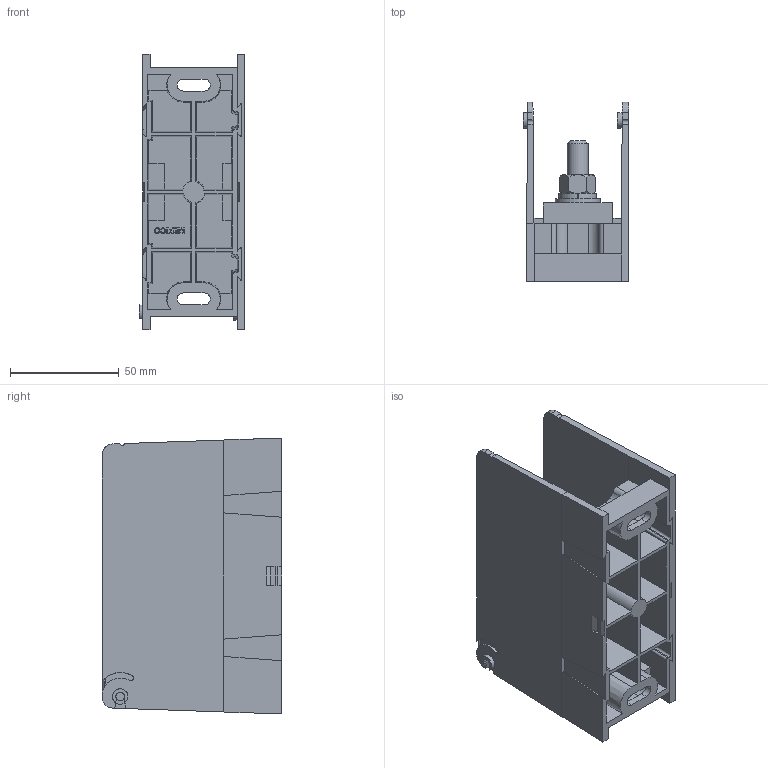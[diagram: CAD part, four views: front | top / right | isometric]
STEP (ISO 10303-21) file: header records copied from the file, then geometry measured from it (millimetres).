
FILE_DESCRIPTION (( 'STEP AP214' ), '1' );
FILE_NAME ('701972rev-1P.STEP', '2013-12-11T17:39:35', ( '' ), ( '' ), 'SwSTEP 2.0', 'SolidWorks 2013', '' );
FILE_SCHEMA (( 'AUTOMOTIVE_DESIGN' ));
Length unit declared in the file: inch
Products named in the file (1): 701972rev-1P
Bounding box: 48.6 x 82.55 x 127.01 mm (x, y, z)
Volume: 124560.8 mm3; surface area: 88093.6 mm2
Topology: 12 solids, 12 shells, 458 faces, 1168 edges, 759 vertices
Faces by surface type: plane 285, cylinder 99, cone 42, bspline 28, torus 3, sphere 1
Full cylindrical faces by diameter (mm): 4.064 x1, 4.928 x1, 6.909 x1, 7.112 x1, 9.525 x4, 9.576 x4, 10.312 x2, 10.795 x1, 14.097 x2, 20.625 x2
Entity records: 22896 total; most frequent: CARTESIAN_POINT 6304, ORIENTED_EDGE 2262, DIRECTION 1943, EDGE_CURVE 1131, VERTEX_POINT 752, VECTOR 749, LINE 749, AXIS2_PLACEMENT_3D 597
